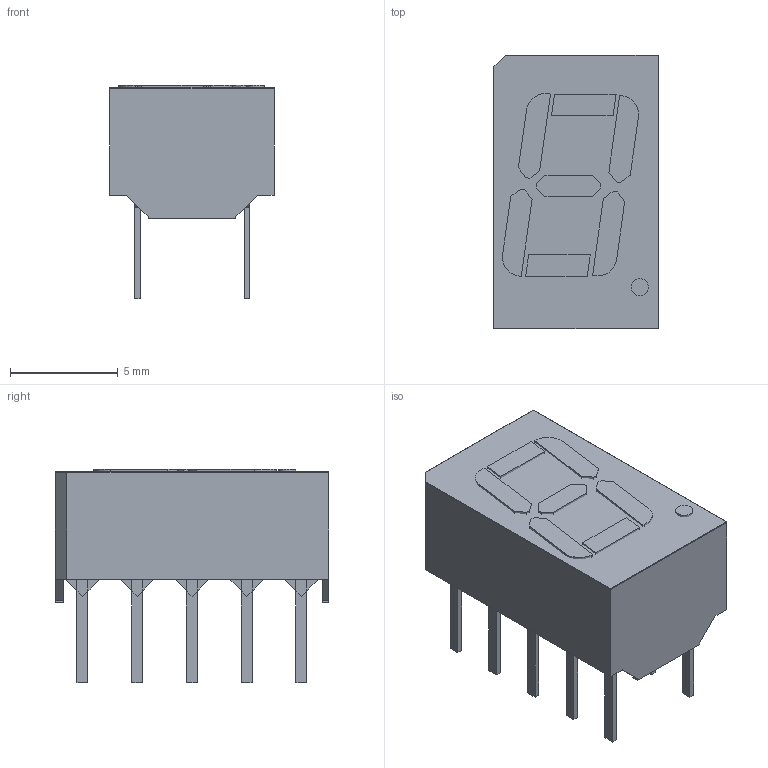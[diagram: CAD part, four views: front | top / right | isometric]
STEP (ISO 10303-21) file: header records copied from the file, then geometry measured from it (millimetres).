
FILE_DESCRIPTION(('FreeCAD Model'),'2;1');
FILE_NAME('Leg001_sp.step','2018-03-03T17:47:35',( 'kicad StepUp'),('ksu MCAD'),'Open CASCADE STEP processor 7.1', 'FreeCAD','Unknown');
FILE_SCHEMA(('AUTOMOTIVE_DESIGN { 1 0 10303 214 1 1 1 1 }'));
Length unit declared in the file: millimetre
Products named in the file (1): Leg001_sp
Bounding box: 7.62 x 12.7 x 9.9 mm (x, y, z)
Volume: 548.9 mm3; surface area: 906.4 mm2
Topology: 20 solids, 20 shells, 365 faces, 747 edges, 422 vertices
Faces by surface type: plane 360, cylinder 5
Full cylindrical faces by diameter (mm): 0.8 x1
Entity records: 11619 total; most frequent: CARTESIAN_POINT 1535, ORIENTED_EDGE 1494, DIRECTION 1489, EDGE_CURVE 747, LINE 737, VECTOR 737, VERTEX_POINT 422, AXIS2_PLACEMENT_3D 376
